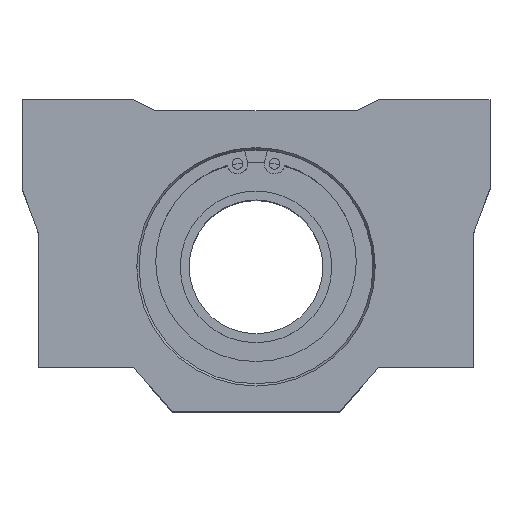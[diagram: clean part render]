
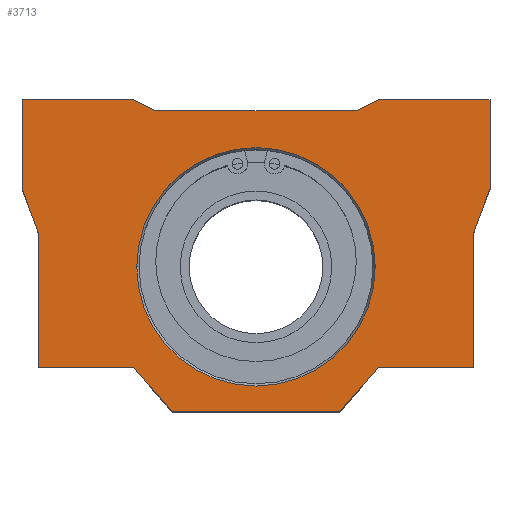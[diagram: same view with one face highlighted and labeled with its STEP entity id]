
A CAD part, top view. The second image highlights one B-rep face of the part: STEP entity #3713.
In plain terms, the highlighted planar face has unit normal (0, 0, 1).
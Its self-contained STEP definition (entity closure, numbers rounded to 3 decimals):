
#4 = CARTESIAN_POINT ( 'NONE',  ( 0., -15., 18. ) ) ;
#22 = CARTESIAN_POINT ( 'NONE',  ( -11., -24., 18. ) ) ;
#27 = EDGE_CURVE ( 'NONE', #3269, #95, #3361, .T. ) ;
#55 = VERTEX_POINT ( 'NONE', #3580 ) ;
#80 = CARTESIAN_POINT ( 'NONE',  ( 9., -1., 18. ) ) ;
#95 = VERTEX_POINT ( 'NONE', #2726 ) ;
#120 = EDGE_CURVE ( 'NONE', #3003, #55, #1473, .T. ) ;
#133 = AXIS2_PLACEMENT_3D ( 'NONE', #2157, #690, #2757 ) ;
#197 = DIRECTION ( 'NONE',  ( -0.894, 0.447, 0. ) ) ;
#208 = LINE ( 'NONE', #239, #1592 ) ;
#229 = VECTOR ( 'NONE', #1773, 1000. ) ;
#239 = CARTESIAN_POINT ( 'NONE',  ( -11., 0., 18. ) ) ;
#259 = CARTESIAN_POINT ( 'NONE',  ( -7.5, -28., 18. ) ) ;
#286 = ORIENTED_EDGE ( 'NONE', *, *, #2661, .T. ) ;
#290 = DIRECTION ( 'NONE',  ( -1., 0., 0. ) ) ;
#309 = CARTESIAN_POINT ( 'NONE',  ( -9., -1., 18. ) ) ;
#358 = LINE ( 'NONE', #2026, #1063 ) ;
#367 = VERTEX_POINT ( 'NONE', #80 ) ;
#385 = FACE_OUTER_BOUND ( 'NONE', #3456, .T. ) ;
#431 = VERTEX_POINT ( 'NONE', #638 ) ;
#483 = VECTOR ( 'NONE', #1267, 1000. ) ;
#488 = CARTESIAN_POINT ( 'NONE',  ( 11., 0., 18. ) ) ;
#534 = EDGE_CURVE ( 'NONE', #2694, #1462, #550, .T. ) ;
#547 = LINE ( 'NONE', #1187, #2633 ) ;
#550 = LINE ( 'NONE', #3402, #3505 ) ;
#553 = EDGE_CURVE ( 'NONE', #2913, #3549, #2032, .T. ) ;
#563 = ORIENTED_EDGE ( 'NONE', *, *, #3323, .T. ) ;
#574 = LINE ( 'NONE', #3174, #3524 ) ;
#596 = VERTEX_POINT ( 'NONE', #3429 ) ;
#638 = CARTESIAN_POINT ( 'NONE',  ( 19.5, -24., 18. ) ) ;
#690 = DIRECTION ( 'NONE',  ( 0., 0., -1. ) ) ;
#703 = ORIENTED_EDGE ( 'NONE', *, *, #2112, .T. ) ;
#743 = VERTEX_POINT ( 'NONE', #1138 ) ;
#746 = LINE ( 'NONE', #2096, #3775 ) ;
#757 = CARTESIAN_POINT ( 'NONE',  ( 11., -24., 18. ) ) ;
#828 = ORIENTED_EDGE ( 'NONE', *, *, #1108, .T. ) ;
#864 = AXIS2_PLACEMENT_3D ( 'NONE', #4, #2054, #290 ) ;
#981 = CARTESIAN_POINT ( 'NONE',  ( 21., 0., 18. ) ) ;
#1015 = VECTOR ( 'NONE', #1529, 1000. ) ;
#1063 = VECTOR ( 'NONE', #1148, 1000. ) ;
#1107 = ORIENTED_EDGE ( 'NONE', *, *, #2842, .T. ) ;
#1108 = EDGE_CURVE ( 'NONE', #743, #1706, #574, .T. ) ;
#1134 = VECTOR ( 'NONE', #1260, 1000. ) ;
#1138 = CARTESIAN_POINT ( 'NONE',  ( 7.5, -28., 18. ) ) ;
#1148 = DIRECTION ( 'NONE',  ( 0.659, -0.753, 0. ) ) ;
#1174 = FACE_BOUND ( 'NONE', #3045, .T. ) ;
#1187 = CARTESIAN_POINT ( 'NONE',  ( 19.5, -12., 18. ) ) ;
#1247 = ORIENTED_EDGE ( 'NONE', *, *, #1628, .T. ) ;
#1260 = DIRECTION ( 'NONE',  ( 0.351, -0.936, 0. ) ) ;
#1263 = VECTOR ( 'NONE', #3334, 1000. ) ;
#1267 = DIRECTION ( 'NONE',  ( 1., 0., 0. ) ) ;
#1359 = CARTESIAN_POINT ( 'NONE',  ( -19.5, -24., 18. ) ) ;
#1425 = LINE ( 'NONE', #488, #2124 ) ;
#1462 = VERTEX_POINT ( 'NONE', #1359 ) ;
#1473 = CIRCLE ( 'NONE', #1556, 10.7 ) ;
#1489 = CARTESIAN_POINT ( 'NONE',  ( -19.5, -12., 18. ) ) ;
#1514 = CARTESIAN_POINT ( 'NONE',  ( -11., 0., 18. ) ) ;
#1521 = ORIENTED_EDGE ( 'NONE', *, *, #3676, .T. ) ;
#1523 = CARTESIAN_POINT ( 'NONE',  ( -10.7, -15., 18. ) ) ;
#1529 = DIRECTION ( 'NONE',  ( 0.351, 0.936, 0. ) ) ;
#1541 = CARTESIAN_POINT ( 'NONE',  ( -21., 0., 18. ) ) ;
#1556 = AXIS2_PLACEMENT_3D ( 'NONE', #1565, #3624, #1872 ) ;
#1565 = CARTESIAN_POINT ( 'NONE',  ( 0., -15., 18. ) ) ;
#1568 = PLANE ( 'NONE',  #133 ) ;
#1592 = VECTOR ( 'NONE', #2296, 1000. ) ;
#1604 = EDGE_CURVE ( 'NONE', #3413, #2694, #2702, .T. ) ;
#1628 = EDGE_CURVE ( 'NONE', #367, #2913, #2012, .T. ) ;
#1674 = VERTEX_POINT ( 'NONE', #981 ) ;
#1706 = VERTEX_POINT ( 'NONE', #757 ) ;
#1755 = ORIENTED_EDGE ( 'NONE', *, *, #120, .T. ) ;
#1773 = DIRECTION ( 'NONE',  ( 0., -1., 0. ) ) ;
#1803 = VECTOR ( 'NONE', #2185, 1000. ) ;
#1813 = DIRECTION ( 'NONE',  ( 0., 1., 0. ) ) ;
#1843 = VECTOR ( 'NONE', #2651, 1000. ) ;
#1871 = VERTEX_POINT ( 'NONE', #1541 ) ;
#1872 = DIRECTION ( 'NONE',  ( -1., 0., 0. ) ) ;
#1874 = CARTESIAN_POINT ( 'NONE',  ( -19.5, -24., 18. ) ) ;
#1887 = CARTESIAN_POINT ( 'NONE',  ( 7.5, -28., 18. ) ) ;
#1924 = VECTOR ( 'NONE', #3338, 1000. ) ;
#1949 = ORIENTED_EDGE ( 'NONE', *, *, #2789, .T. ) ;
#1970 = DIRECTION ( 'NONE',  ( -1., 0., 0. ) ) ;
#1976 = EDGE_CURVE ( 'NONE', #3405, #743, #3458, .T. ) ;
#2012 = LINE ( 'NONE', #2449, #1924 ) ;
#2026 = CARTESIAN_POINT ( 'NONE',  ( -11., -24., 18. ) ) ;
#2032 = LINE ( 'NONE', #2205, #3412 ) ;
#2054 = DIRECTION ( 'NONE',  ( 0., 0., -1. ) ) ;
#2088 = CIRCLE ( 'NONE', #864, 10.7 ) ;
#2096 = CARTESIAN_POINT ( 'NONE',  ( 21., 0., 18. ) ) ;
#2112 = EDGE_CURVE ( 'NONE', #1674, #596, #1425, .T. ) ;
#2124 = VECTOR ( 'NONE', #1970, 1000. ) ;
#2157 = CARTESIAN_POINT ( 'NONE',  ( 0., 0., 18. ) ) ;
#2185 = DIRECTION ( 'NONE',  ( 1., 0., 0. ) ) ;
#2205 = CARTESIAN_POINT ( 'NONE',  ( -9., -1., 18. ) ) ;
#2217 = EDGE_CURVE ( 'NONE', #431, #3269, #547, .T. ) ;
#2296 = DIRECTION ( 'NONE',  ( -1., 0., 0. ) ) ;
#2432 = CARTESIAN_POINT ( 'NONE',  ( -21., -8., 18. ) ) ;
#2449 = CARTESIAN_POINT ( 'NONE',  ( -9., -1., 18. ) ) ;
#2502 = DIRECTION ( 'NONE',  ( 0., -1., 0. ) ) ;
#2582 = CARTESIAN_POINT ( 'NONE',  ( 19.5, -12., 18. ) ) ;
#2590 = LINE ( 'NONE', #3532, #229 ) ;
#2633 = VECTOR ( 'NONE', #2949, 1000. ) ;
#2651 = DIRECTION ( 'NONE',  ( -0.894, -0.447, 0. ) ) ;
#2661 = EDGE_CURVE ( 'NONE', #1871, #3413, #2590, .T. ) ;
#2675 = VERTEX_POINT ( 'NONE', #22 ) ;
#2694 = VERTEX_POINT ( 'NONE', #1489 ) ;
#2698 = ORIENTED_EDGE ( 'NONE', *, *, #2885, .T. ) ;
#2702 = LINE ( 'NONE', #2432, #1134 ) ;
#2726 = CARTESIAN_POINT ( 'NONE',  ( 21., -8., 18. ) ) ;
#2757 = DIRECTION ( 'NONE',  ( -1., 0., 0. ) ) ;
#2789 = EDGE_CURVE ( 'NONE', #95, #1674, #746, .T. ) ;
#2820 = ORIENTED_EDGE ( 'NONE', *, *, #1976, .T. ) ;
#2842 = EDGE_CURVE ( 'NONE', #2675, #3405, #358, .T. ) ;
#2844 = LINE ( 'NONE', #3038, #483 ) ;
#2885 = EDGE_CURVE ( 'NONE', #596, #367, #3222, .T. ) ;
#2913 = VERTEX_POINT ( 'NONE', #309 ) ;
#2923 = ORIENTED_EDGE ( 'NONE', *, *, #534, .T. ) ;
#2949 = DIRECTION ( 'NONE',  ( 0., 1., 0. ) ) ;
#2999 = ORIENTED_EDGE ( 'NONE', *, *, #3426, .T. ) ;
#3003 = VERTEX_POINT ( 'NONE', #1523 ) ;
#3038 = CARTESIAN_POINT ( 'NONE',  ( 19.5, -24., 18. ) ) ;
#3045 = EDGE_LOOP ( 'NONE', ( #2999, #1755 ) ) ;
#3055 = ORIENTED_EDGE ( 'NONE', *, *, #553, .T. ) ;
#3174 = CARTESIAN_POINT ( 'NONE',  ( 11., -24., 18. ) ) ;
#3214 = CARTESIAN_POINT ( 'NONE',  ( -21., -8., 18. ) ) ;
#3221 = CARTESIAN_POINT ( 'NONE',  ( 9., -1., 18. ) ) ;
#3222 = LINE ( 'NONE', #3221, #1843 ) ;
#3244 = CARTESIAN_POINT ( 'NONE',  ( 21., -8., 18. ) ) ;
#3269 = VERTEX_POINT ( 'NONE', #2582 ) ;
#3295 = ORIENTED_EDGE ( 'NONE', *, *, #3697, .T. ) ;
#3321 = ORIENTED_EDGE ( 'NONE', *, *, #2217, .T. ) ;
#3323 = EDGE_CURVE ( 'NONE', #3549, #1871, #208, .T. ) ;
#3334 = DIRECTION ( 'NONE',  ( 1., 0., 0. ) ) ;
#3338 = DIRECTION ( 'NONE',  ( -1., 0., 0. ) ) ;
#3361 = LINE ( 'NONE', #3244, #1015 ) ;
#3386 = ORIENTED_EDGE ( 'NONE', *, *, #27, .T. ) ;
#3402 = CARTESIAN_POINT ( 'NONE',  ( -19.5, -12., 18. ) ) ;
#3405 = VERTEX_POINT ( 'NONE', #259 ) ;
#3412 = VECTOR ( 'NONE', #197, 1000. ) ;
#3413 = VERTEX_POINT ( 'NONE', #3214 ) ;
#3426 = EDGE_CURVE ( 'NONE', #55, #3003, #2088, .T. ) ;
#3429 = CARTESIAN_POINT ( 'NONE',  ( 11., 0., 18. ) ) ;
#3456 = EDGE_LOOP ( 'NONE', ( #2698, #1247, #3055, #563, #286, #3557, #2923, #3295, #1107, #2820, #828, #1521, #3321, #3386, #1949, #703 ) ) ;
#3458 = LINE ( 'NONE', #1887, #1803 ) ;
#3467 = DIRECTION ( 'NONE',  ( 0.659, 0.753, 0. ) ) ;
#3505 = VECTOR ( 'NONE', #2502, 1000. ) ;
#3523 = LINE ( 'NONE', #1874, #1263 ) ;
#3524 = VECTOR ( 'NONE', #3467, 1000. ) ;
#3532 = CARTESIAN_POINT ( 'NONE',  ( -21., 0., 18. ) ) ;
#3549 = VERTEX_POINT ( 'NONE', #1514 ) ;
#3557 = ORIENTED_EDGE ( 'NONE', *, *, #1604, .T. ) ;
#3580 = CARTESIAN_POINT ( 'NONE',  ( 10.7, -15., 18. ) ) ;
#3624 = DIRECTION ( 'NONE',  ( 0., 0., -1. ) ) ;
#3676 = EDGE_CURVE ( 'NONE', #1706, #431, #2844, .T. ) ;
#3697 = EDGE_CURVE ( 'NONE', #1462, #2675, #3523, .T. ) ;
#3713 = ADVANCED_FACE ( 'NONE', ( #1174, #385 ), #1568, .F. ) ;
#3775 = VECTOR ( 'NONE', #1813, 1000. ) ;
